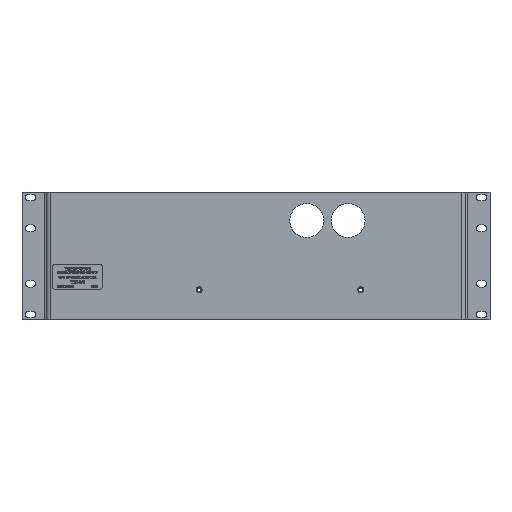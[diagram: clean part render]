
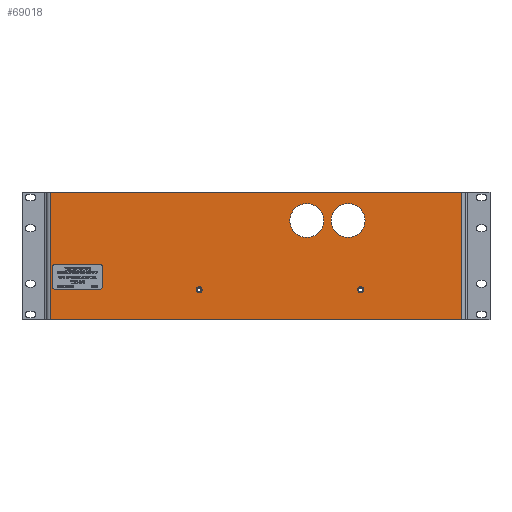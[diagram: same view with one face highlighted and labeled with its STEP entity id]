
A CAD part, top view. The second image highlights one B-rep face of the part: STEP entity #69018.
In plain terms, the highlighted planar face has unit normal (0, 0, 1).
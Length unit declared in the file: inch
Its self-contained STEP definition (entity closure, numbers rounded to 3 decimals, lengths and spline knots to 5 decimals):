
#184 = DIRECTION ( 'NONE',  ( 0., 0., 1. ) ) ;
#1019 = CARTESIAN_POINT ( 'NONE',  ( 4.25, -1.375, 0. ) ) ;
#1596 = AXIS2_PLACEMENT_3D ( 'NONE', #7029, #69848, #75849 ) ;
#2012 = CARTESIAN_POINT ( 'NONE',  ( 2.06, 1.437, 0. ) ) ;
#2608 = FACE_BOUND ( 'NONE', #79403, .T. ) ;
#3444 = CARTESIAN_POINT ( 'NONE',  ( -2.31, -1.375, 0. ) ) ;
#3503 = VERTEX_POINT ( 'NONE', #49845 ) ;
#3629 = CARTESIAN_POINT ( 'NONE',  ( 3.0525, 1.437, 0. ) ) ;
#7029 = CARTESIAN_POINT ( 'NONE',  ( 0., 0., 0. ) ) ;
#8225 = EDGE_CURVE ( 'NONE', #58282, #18373, #16764, .T. ) ;
#8573 = EDGE_CURVE ( 'NONE', #3503, #61253, #19518, .T. ) ;
#9219 = ORIENTED_EDGE ( 'NONE', *, *, #32333, .F. ) ;
#9558 = CARTESIAN_POINT ( 'NONE',  ( -2.435, -1.375, 0. ) ) ;
#10796 = VERTEX_POINT ( 'NONE', #9558 ) ;
#11388 = FACE_BOUND ( 'NONE', #24243, .T. ) ;
#11725 = ORIENTED_EDGE ( 'NONE', *, *, #55261, .F. ) ;
#12082 = ORIENTED_EDGE ( 'NONE', *, *, #44154, .T. ) ;
#12753 = DIRECTION ( 'NONE',  ( 1., 0., 0. ) ) ;
#12988 = DIRECTION ( 'NONE',  ( 1., 0., 0. ) ) ;
#15088 = ORIENTED_EDGE ( 'NONE', *, *, #8225, .F. ) ;
#16764 = CIRCLE ( 'NONE', #47218, 0.6875 ) ;
#17137 = CARTESIAN_POINT ( 'NONE',  ( 4.25, -1.375, 0. ) ) ;
#17402 = CARTESIAN_POINT ( 'NONE',  ( -2.185, -1.375, 0. ) ) ;
#17562 = CARTESIAN_POINT ( 'NONE',  ( 8.35, -2.594, 0. ) ) ;
#18373 = VERTEX_POINT ( 'NONE', #3629 ) ;
#19026 = CIRCLE ( 'NONE', #32425, 0.6875 ) ;
#19518 = LINE ( 'NONE', #31802, #67617 ) ;
#22955 = EDGE_CURVE ( 'NONE', #48085, #57815, #19026, .T. ) ;
#23039 = CIRCLE ( 'NONE', #25092, 0.125 ) ;
#24243 = EDGE_LOOP ( 'NONE', ( #11725, #76763 ) ) ;
#25092 = AXIS2_PLACEMENT_3D ( 'NONE', #30635, #68980, #12753 ) ;
#25385 = VERTEX_POINT ( 'NONE', #76107 ) ;
#26632 = DIRECTION ( 'NONE',  ( 1., 0., 0. ) ) ;
#26979 = ORIENTED_EDGE ( 'NONE', *, *, #77210, .F. ) ;
#27013 = CIRCLE ( 'NONE', #63001, 0.125 ) ;
#28041 = CARTESIAN_POINT ( 'NONE',  ( 8.35, -2.594, 0. ) ) ;
#29250 = ORIENTED_EDGE ( 'NONE', *, *, #59763, .T. ) ;
#30635 = CARTESIAN_POINT ( 'NONE',  ( -2.31, -1.375, 0. ) ) ;
#30832 = DIRECTION ( 'NONE',  ( 0., 0., 1. ) ) ;
#31802 = CARTESIAN_POINT ( 'NONE',  ( -8.5, 2.594, 0. ) ) ;
#32333 = EDGE_CURVE ( 'NONE', #61475, #43809, #45182, .T. ) ;
#32425 = AXIS2_PLACEMENT_3D ( 'NONE', #2012, #57368, #26632 ) ;
#32851 = ORIENTED_EDGE ( 'NONE', *, *, #40279, .F. ) ;
#33505 = CARTESIAN_POINT ( 'NONE',  ( 4.375, -1.375, 0. ) ) ;
#34918 = CARTESIAN_POINT ( 'NONE',  ( 2.7475, 1.437, 0. ) ) ;
#35285 = LINE ( 'NONE', #17562, #79397 ) ;
#36636 = EDGE_CURVE ( 'NONE', #18373, #58282, #54722, .T. ) ;
#36805 = CIRCLE ( 'NONE', #49304, 0.125 ) ;
#37769 = CARTESIAN_POINT ( 'NONE',  ( -8.35, 2.594, 0. ) ) ;
#38859 = EDGE_CURVE ( 'NONE', #10796, #72690, #36805, .T. ) ;
#40279 = EDGE_CURVE ( 'NONE', #43809, #61475, #27013, .T. ) ;
#40396 = CARTESIAN_POINT ( 'NONE',  ( 4.125, -1.375, 0. ) ) ;
#41187 = DIRECTION ( 'NONE',  ( 0., 0., 1. ) ) ;
#41229 = ORIENTED_EDGE ( 'NONE', *, *, #38859, .F. ) ;
#41245 = DIRECTION ( 'NONE',  ( 1., 0., 0. ) ) ;
#41705 = AXIS2_PLACEMENT_3D ( 'NONE', #1019, #70905, #63756 ) ;
#41959 = LINE ( 'NONE', #37769, #47814 ) ;
#43809 = VERTEX_POINT ( 'NONE', #33505 ) ;
#44154 = EDGE_CURVE ( 'NONE', #61253, #25385, #41959, .T. ) ;
#45182 = CIRCLE ( 'NONE', #41705, 0.125 ) ;
#45336 = EDGE_LOOP ( 'NONE', ( #65584, #12082, #78233, #29250 ) ) ;
#46046 = AXIS2_PLACEMENT_3D ( 'NONE', #46906, #65292, #71061 ) ;
#46906 = CARTESIAN_POINT ( 'NONE',  ( 2.06, 1.437, 0. ) ) ;
#47218 = AXIS2_PLACEMENT_3D ( 'NONE', #53278, #41187, #72457 ) ;
#47814 = VECTOR ( 'NONE', #74571, 39.37008 ) ;
#48085 = VERTEX_POINT ( 'NONE', #67660 ) ;
#49304 = AXIS2_PLACEMENT_3D ( 'NONE', #3444, #78784, #41245 ) ;
#49319 = VECTOR ( 'NONE', #66282, 39.37008 ) ;
#49845 = CARTESIAN_POINT ( 'NONE',  ( 8.35, 2.594, 0. ) ) ;
#50827 = CARTESIAN_POINT ( 'NONE',  ( 3.74, 1.437, 0. ) ) ;
#51796 = VERTEX_POINT ( 'NONE', #28041 ) ;
#53278 = CARTESIAN_POINT ( 'NONE',  ( 3.74, 1.437, 0. ) ) ;
#54399 = DIRECTION ( 'NONE',  ( 1., 0., 0. ) ) ;
#54722 = CIRCLE ( 'NONE', #66627, 0.6875 ) ;
#55261 = EDGE_CURVE ( 'NONE', #57815, #48085, #55723, .T. ) ;
#55723 = CIRCLE ( 'NONE', #46046, 0.6875 ) ;
#57368 = DIRECTION ( 'NONE',  ( 0., 0., 1. ) ) ;
#57815 = VERTEX_POINT ( 'NONE', #34918 ) ;
#58282 = VERTEX_POINT ( 'NONE', #77060 ) ;
#59763 = EDGE_CURVE ( 'NONE', #51796, #3503, #35285, .T. ) ;
#61253 = VERTEX_POINT ( 'NONE', #68945 ) ;
#61429 = DIRECTION ( 'NONE',  ( 0., 1., 0. ) ) ;
#61475 = VERTEX_POINT ( 'NONE', #40396 ) ;
#62996 = PLANE ( 'NONE',  #1596 ) ;
#63001 = AXIS2_PLACEMENT_3D ( 'NONE', #17137, #30832, #54399 ) ;
#63056 = DIRECTION ( 'NONE',  ( -1., 0., 0. ) ) ;
#63756 = DIRECTION ( 'NONE',  ( 1., 0., 0. ) ) ;
#64024 = LINE ( 'NONE', #66017, #49319 ) ;
#65292 = DIRECTION ( 'NONE',  ( 0., 0., 1. ) ) ;
#65584 = ORIENTED_EDGE ( 'NONE', *, *, #8573, .T. ) ;
#66017 = CARTESIAN_POINT ( 'NONE',  ( -8.5, -2.594, 0. ) ) ;
#66282 = DIRECTION ( 'NONE',  ( 1., 0., 0. ) ) ;
#66627 = AXIS2_PLACEMENT_3D ( 'NONE', #50827, #184, #12988 ) ;
#67315 = FACE_BOUND ( 'NONE', #80710, .T. ) ;
#67617 = VECTOR ( 'NONE', #63056, 39.37008 ) ;
#67660 = CARTESIAN_POINT ( 'NONE',  ( 1.3725, 1.437, 0. ) ) ;
#68945 = CARTESIAN_POINT ( 'NONE',  ( -8.35, 2.594, 0. ) ) ;
#68980 = DIRECTION ( 'NONE',  ( 0., 0., 1. ) ) ;
#69018 = ADVANCED_FACE ( 'NONE', ( #67315, #2608, #77145, #11388, #76080 ), #62996, .T. ) ;
#69848 = DIRECTION ( 'NONE',  ( 0., 0., 1. ) ) ;
#70690 = EDGE_CURVE ( 'NONE', #25385, #51796, #64024, .T. ) ;
#70905 = DIRECTION ( 'NONE',  ( 0., 0., 1. ) ) ;
#71061 = DIRECTION ( 'NONE',  ( 1., 0., 0. ) ) ;
#72457 = DIRECTION ( 'NONE',  ( 1., 0., 0. ) ) ;
#72690 = VERTEX_POINT ( 'NONE', #17402 ) ;
#74571 = DIRECTION ( 'NONE',  ( 0., -1., 0. ) ) ;
#75849 = DIRECTION ( 'NONE',  ( 1., 0., 0. ) ) ;
#76080 = FACE_OUTER_BOUND ( 'NONE', #45336, .T. ) ;
#76107 = CARTESIAN_POINT ( 'NONE',  ( -8.35, -2.594, 0. ) ) ;
#76763 = ORIENTED_EDGE ( 'NONE', *, *, #22955, .F. ) ;
#77060 = CARTESIAN_POINT ( 'NONE',  ( 4.4275, 1.437, 0. ) ) ;
#77145 = FACE_BOUND ( 'NONE', #79281, .T. ) ;
#77210 = EDGE_CURVE ( 'NONE', #72690, #10796, #23039, .T. ) ;
#78233 = ORIENTED_EDGE ( 'NONE', *, *, #70690, .T. ) ;
#78784 = DIRECTION ( 'NONE',  ( 0., 0., 1. ) ) ;
#79281 = EDGE_LOOP ( 'NONE', ( #15088, #80677 ) ) ;
#79397 = VECTOR ( 'NONE', #61429, 39.37008 ) ;
#79403 = EDGE_LOOP ( 'NONE', ( #26979, #41229 ) ) ;
#80677 = ORIENTED_EDGE ( 'NONE', *, *, #36636, .F. ) ;
#80710 = EDGE_LOOP ( 'NONE', ( #32851, #9219 ) ) ;
